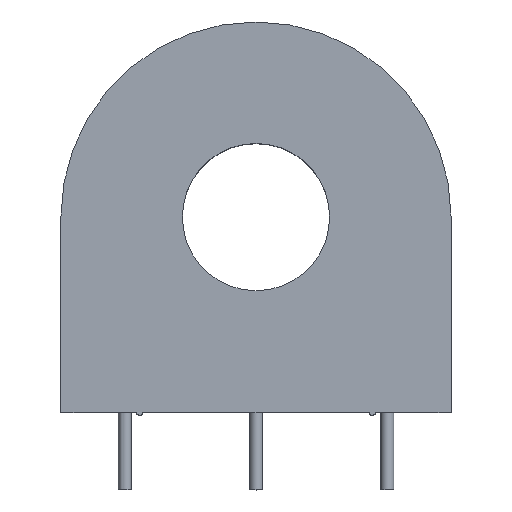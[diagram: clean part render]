
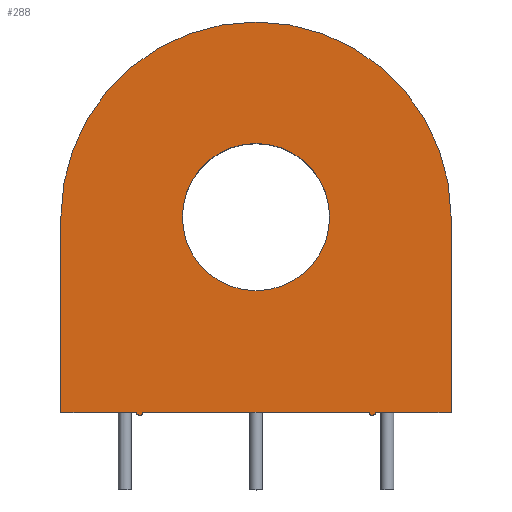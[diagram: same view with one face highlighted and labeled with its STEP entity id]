
A CAD part, top view. The second image highlights one B-rep face of the part: STEP entity #288.
In plain terms, the highlighted planar face has unit normal (0, 0, 1).
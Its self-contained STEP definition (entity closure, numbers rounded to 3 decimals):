
#18=FACE_BOUND('',#67,.T.);
#28=PLANE('',#333);
#45=FACE_OUTER_BOUND('',#66,.T.);
#66=EDGE_LOOP('',(#249,#250,#251,#252,#253,#254,#255,#256));
#67=EDGE_LOOP('',(#257));
#78=LINE('',#469,#100);
#80=LINE('',#473,#102);
#83=LINE('',#481,#105);
#86=LINE('',#489,#108);
#88=LINE('',#493,#110);
#100=VECTOR('',#386,10.);
#102=VECTOR('',#390,10.);
#105=VECTOR('',#399,10.);
#108=VECTOR('',#408,10.);
#110=VECTOR('',#412,10.);
#122=CIRCLE('',#321,5.7);
#123=CIRCLE('',#325,0.25);
#124=CIRCLE('',#328,0.25);
#125=CIRCLE('',#332,15.1);
#141=VERTEX_POINT('',#462);
#142=VERTEX_POINT('',#466);
#143=VERTEX_POINT('',#468);
#144=VERTEX_POINT('',#472);
#145=VERTEX_POINT('',#476);
#146=VERTEX_POINT('',#480);
#147=VERTEX_POINT('',#484);
#148=VERTEX_POINT('',#488);
#149=VERTEX_POINT('',#492);
#168=EDGE_CURVE('',#141,#141,#122,.T.);
#171=EDGE_CURVE('',#143,#142,#78,.T.);
#173=EDGE_CURVE('',#144,#143,#80,.T.);
#175=EDGE_CURVE('',#145,#144,#123,.T.);
#177=EDGE_CURVE('',#146,#145,#83,.T.);
#179=EDGE_CURVE('',#147,#146,#124,.T.);
#181=EDGE_CURVE('',#148,#147,#86,.T.);
#183=EDGE_CURVE('',#149,#148,#88,.T.);
#185=EDGE_CURVE('',#142,#149,#125,.T.);
#249=ORIENTED_EDGE('',*,*,#185,.T.);
#250=ORIENTED_EDGE('',*,*,#183,.T.);
#251=ORIENTED_EDGE('',*,*,#181,.T.);
#252=ORIENTED_EDGE('',*,*,#179,.T.);
#253=ORIENTED_EDGE('',*,*,#177,.T.);
#254=ORIENTED_EDGE('',*,*,#175,.T.);
#255=ORIENTED_EDGE('',*,*,#173,.T.);
#256=ORIENTED_EDGE('',*,*,#171,.T.);
#257=ORIENTED_EDGE('',*,*,#168,.T.);
#288=ADVANCED_FACE('',(#45,#18),#28,.T.);
#321=AXIS2_PLACEMENT_3D('',#463,#380,#381);
#325=AXIS2_PLACEMENT_3D('',#477,#394,#395);
#328=AXIS2_PLACEMENT_3D('',#485,#403,#404);
#332=AXIS2_PLACEMENT_3D('',#496,#416,#417);
#333=AXIS2_PLACEMENT_3D('',#497,#418,#419);
#380=DIRECTION('center_axis',(0.,0.,-1.));
#381=DIRECTION('ref_axis',(1.,0.,0.));
#386=DIRECTION('',(0.,1.,0.));
#390=DIRECTION('',(1.,0.,0.));
#394=DIRECTION('center_axis',(0.,0.,1.));
#395=DIRECTION('ref_axis',(1.,0.,0.));
#399=DIRECTION('',(1.,0.,0.));
#403=DIRECTION('center_axis',(0.,0.,1.));
#404=DIRECTION('ref_axis',(1.,0.,0.));
#408=DIRECTION('',(1.,0.,0.));
#412=DIRECTION('',(0.,-1.,0.));
#416=DIRECTION('center_axis',(0.,0.,1.));
#417=DIRECTION('ref_axis',(1.,0.,0.));
#418=DIRECTION('center_axis',(0.,0.,1.));
#419=DIRECTION('ref_axis',(1.,0.,0.));
#462=CARTESIAN_POINT('',(-5.7,0.,7.15));
#463=CARTESIAN_POINT('Origin',(0.,0.,7.15));
#466=CARTESIAN_POINT('',(15.1,0.,7.15));
#468=CARTESIAN_POINT('',(15.1,-15.1,7.15));
#469=CARTESIAN_POINT('',(15.1,0.,7.15));
#472=CARTESIAN_POINT('',(9.25,-15.1,7.15));
#473=CARTESIAN_POINT('',(15.1,-15.1,7.15));
#476=CARTESIAN_POINT('',(8.75,-15.1,7.15));
#477=CARTESIAN_POINT('Origin',(9.,-15.1,7.15));
#480=CARTESIAN_POINT('',(-8.75,-15.1,7.15));
#481=CARTESIAN_POINT('',(15.1,-15.1,7.15));
#484=CARTESIAN_POINT('',(-9.25,-15.1,7.15));
#485=CARTESIAN_POINT('Origin',(-9.,-15.1,7.15));
#488=CARTESIAN_POINT('',(-15.1,-15.1,7.15));
#489=CARTESIAN_POINT('',(15.1,-15.1,7.15));
#492=CARTESIAN_POINT('',(-15.1,0.,7.15));
#493=CARTESIAN_POINT('',(-15.1,0.,7.15));
#496=CARTESIAN_POINT('Origin',(0.,0.,7.15));
#497=CARTESIAN_POINT('Origin',(0.,-0.125,7.15));
